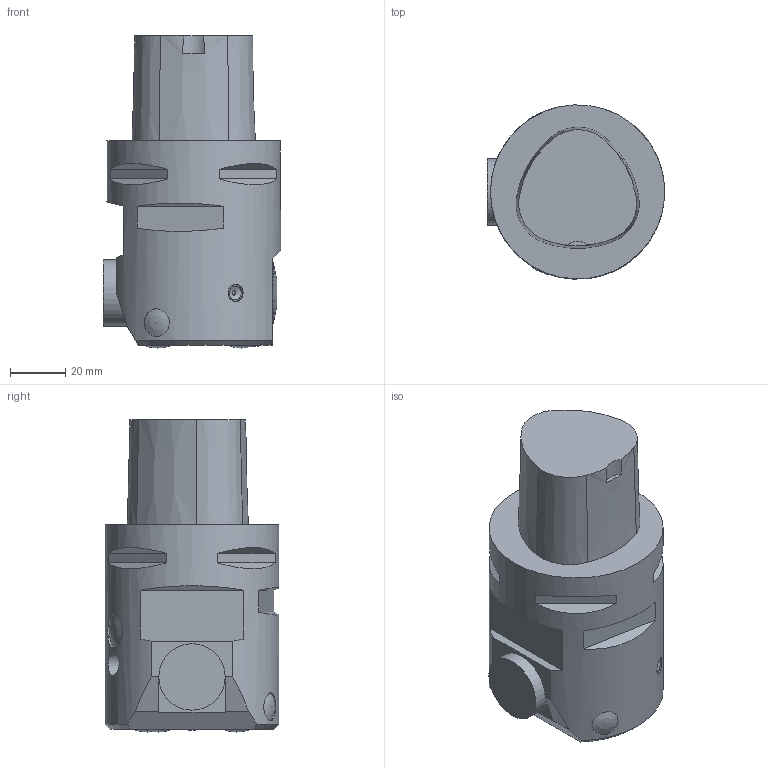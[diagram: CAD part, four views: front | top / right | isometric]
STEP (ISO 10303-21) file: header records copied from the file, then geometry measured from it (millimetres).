
FILE_DESCRIPTION(/* description */ (''),/* implementation_level */ '2;1');
FILE_NAME(/* name */ '1559732208825.stp',/* time_stamp */ '2019-06-05T12:56:53+02:00',/* author */ (''),/* organization */ ('SMS'),/* preprocessor_version */ 'ST-DEVELOPER v15',/* originating_system */ 'SIEMENS PLM Software NX 8.5',/* authorisation */ '');
FILE_SCHEMA (('AUTOMOTIVE_DESIGN { 1 0 10303 214 3 1 1 1 }'));
Length unit declared in the file: millimetre
Products named in the file (1): 111166511mod000_01
Bounding box: 64.1 x 62.96 x 112.94 mm (x, y, z)
Volume: 17428 mm3; surface area: 32635.4 mm2
Topology: 1 solids, 2 shells, 312 faces, 875 edges, 581 vertices
Faces by surface type: plane 260, cylinder 23, cone 22, sphere 7
Full cylindrical faces by diameter (mm): 4.7 x1, 5.015 x1, 6 x1, 6.25 x1, 8 x1, 8.5 x1, 10 x2, 10.018 x2, 23.837 x1, 24 x2, 63 x1
Entity records: 10086 total; most frequent: CARTESIAN_POINT 2656, ORIENTED_EDGE 1634, DIRECTION 1360, EDGE_CURVE 817, VERTEX_POINT 551, AXIS2_PLACEMENT_3D 508, EDGE_LOOP 354, LINE 344
